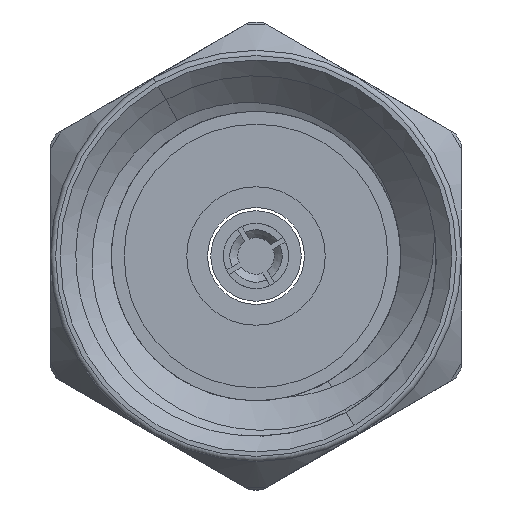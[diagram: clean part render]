
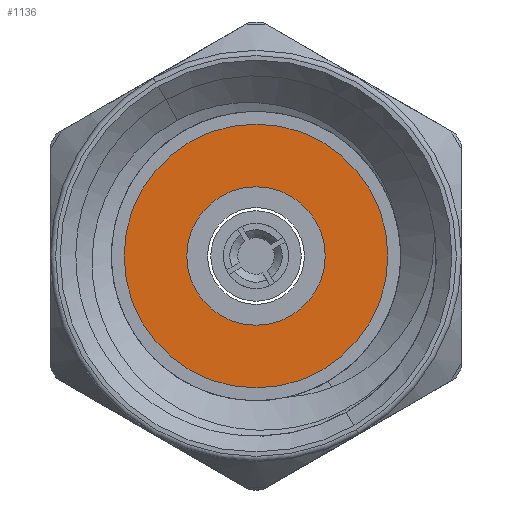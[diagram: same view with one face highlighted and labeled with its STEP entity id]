
A CAD part, left-side view. The second image highlights one B-rep face of the part: STEP entity #1136.
In plain terms, the highlighted planar face has unit normal (-1, 0, 0).
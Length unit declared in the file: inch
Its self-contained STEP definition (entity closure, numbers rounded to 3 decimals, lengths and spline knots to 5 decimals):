
#18 = FACE_BOUND ( 'NONE', #1066, .T. ) ;
#126 = DIRECTION ( 'NONE',  ( 1., 0., 0. ) ) ;
#129 = CIRCLE ( 'NONE', #4892, 0.0265 ) ;
#244 = CARTESIAN_POINT ( 'NONE',  ( 0.20011, 0., 0. ) ) ;
#296 = EDGE_CURVE ( 'NONE', #788, #302, #129, .T. ) ;
#302 = VERTEX_POINT ( 'NONE', #372 ) ;
#372 = CARTESIAN_POINT ( 'NONE',  ( 0.20011, -0.01325, -0.02295 ) ) ;
#558 = AXIS2_PLACEMENT_3D ( 'NONE', #7388, #3481, #4140 ) ;
#764 = DIRECTION ( 'NONE',  ( 0., -0.5, -0.866 ) ) ;
#788 = VERTEX_POINT ( 'NONE', #6766 ) ;
#1066 = EDGE_LOOP ( 'NONE', ( #2081, #3976 ) ) ;
#1136 = ADVANCED_FACE ( 'NONE', ( #18, #3417 ), #2049, .F. ) ;
#1718 = DIRECTION ( 'NONE',  ( -1., 0., 0. ) ) ;
#1948 = VERTEX_POINT ( 'NONE', #2956 ) ;
#2049 = PLANE ( 'NONE',  #3719 ) ;
#2081 = ORIENTED_EDGE ( 'NONE', *, *, #296, .F. ) ;
#2174 = DIRECTION ( 'NONE',  ( -1., 0., 0. ) ) ;
#2877 = EDGE_CURVE ( 'NONE', #5374, #1948, #7588, .T. ) ;
#2956 = CARTESIAN_POINT ( 'NONE',  ( 0.20011, -0.02525, -0.04373 ) ) ;
#3395 = EDGE_LOOP ( 'NONE', ( #6878, #4923 ) ) ;
#3417 = FACE_OUTER_BOUND ( 'NONE', #3395, .T. ) ;
#3462 = DIRECTION ( 'NONE',  ( 0., 0.5, 0.866 ) ) ;
#3481 = DIRECTION ( 'NONE',  ( -1., 0., 0. ) ) ;
#3719 = AXIS2_PLACEMENT_3D ( 'NONE', #7214, #126, #764 ) ;
#3976 = ORIENTED_EDGE ( 'NONE', *, *, #7133, .F. ) ;
#4003 = DIRECTION ( 'NONE',  ( -1., 0., 0. ) ) ;
#4140 = DIRECTION ( 'NONE',  ( 0., 0.5, 0.866 ) ) ;
#4197 = DIRECTION ( 'NONE',  ( 0., 0.5, 0.866 ) ) ;
#4488 = CIRCLE ( 'NONE', #558, 0.0265 ) ;
#4724 = CARTESIAN_POINT ( 'NONE',  ( 0.20011, 0., 0. ) ) ;
#4856 = AXIS2_PLACEMENT_3D ( 'NONE', #244, #4003, #7287 ) ;
#4892 = AXIS2_PLACEMENT_3D ( 'NONE', #6277, #1718, #4197 ) ;
#4923 = ORIENTED_EDGE ( 'NONE', *, *, #5538, .T. ) ;
#5358 = CARTESIAN_POINT ( 'NONE',  ( 0.20011, 0.02525, 0.04373 ) ) ;
#5374 = VERTEX_POINT ( 'NONE', #5358 ) ;
#5379 = AXIS2_PLACEMENT_3D ( 'NONE', #4724, #2174, #3462 ) ;
#5538 = EDGE_CURVE ( 'NONE', #1948, #5374, #7372, .T. ) ;
#6277 = CARTESIAN_POINT ( 'NONE',  ( 0.20011, 0., 0. ) ) ;
#6766 = CARTESIAN_POINT ( 'NONE',  ( 0.20011, 0.01325, 0.02295 ) ) ;
#6878 = ORIENTED_EDGE ( 'NONE', *, *, #2877, .T. ) ;
#7133 = EDGE_CURVE ( 'NONE', #302, #788, #4488, .T. ) ;
#7214 = CARTESIAN_POINT ( 'NONE',  ( 0.20011, 0.04373, -0.02525 ) ) ;
#7287 = DIRECTION ( 'NONE',  ( 0., 0.5, 0.866 ) ) ;
#7372 = CIRCLE ( 'NONE', #4856, 0.0505 ) ;
#7388 = CARTESIAN_POINT ( 'NONE',  ( 0.20011, 0., 0. ) ) ;
#7588 = CIRCLE ( 'NONE', #5379, 0.0505 ) ;
